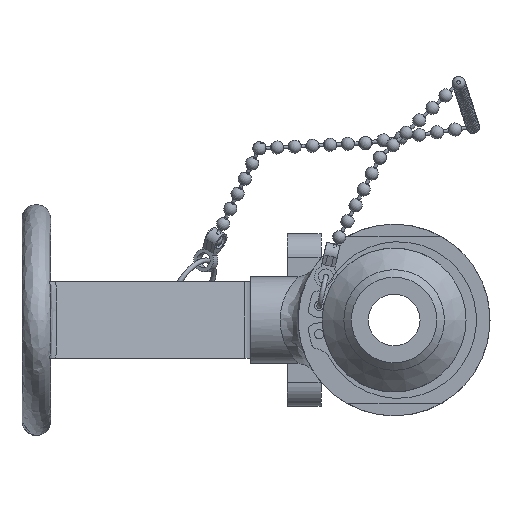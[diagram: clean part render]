
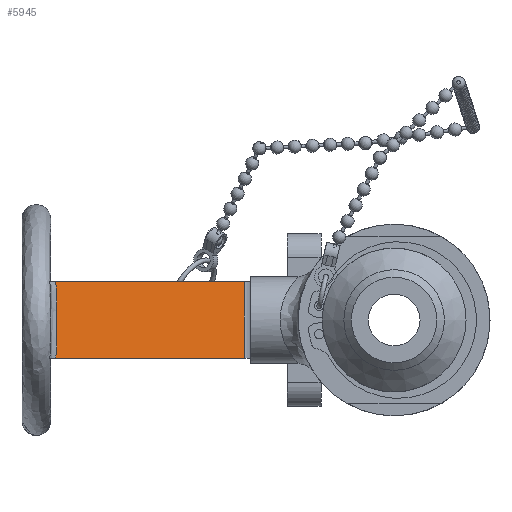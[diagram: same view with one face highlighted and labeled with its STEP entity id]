
A CAD part, left-side view. The second image highlights one B-rep face of the part: STEP entity #5945.
In plain terms, the highlighted planar face has unit normal (-0.866, -0.5, 0).
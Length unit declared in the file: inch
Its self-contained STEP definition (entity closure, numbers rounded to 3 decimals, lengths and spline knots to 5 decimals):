
#55=B_SPLINE_CURVE_WITH_KNOTS('',3,(#11136,#11137,#11138,#11139,#11140,
#11141,#11142,#11143,#11144),.UNSPECIFIED.,.F.,.F.,(4,1,1,1,1,1,4),(-8.14725,
-7.90967,-7.28432,-6.97165,-6.65897,
-6.34629,-6.1087),.UNSPECIFIED.);
#462=LINE('',#10409,#773);
#469=LINE('',#10429,#780);
#484=LINE('',#11278,#795);
#773=VECTOR('',#8540,0.3937);
#780=VECTOR('',#8557,0.3937);
#795=VECTOR('',#8610,0.3937);
#1294=FACE_OUTER_BOUND('',#1670,.T.);
#1670=EDGE_LOOP('',(#5100,#5101,#5102,#5103));
#2622=VERTEX_POINT('',#10406);
#2623=VERTEX_POINT('',#10408);
#2631=VERTEX_POINT('',#10428);
#2673=VERTEX_POINT('',#11127);
#3422=EDGE_CURVE('',#2622,#2623,#462,.T.);
#3432=EDGE_CURVE('',#2623,#2631,#469,.T.);
#3488=EDGE_CURVE('',#2631,#2673,#55,.T.);
#3491=EDGE_CURVE('',#2673,#2622,#484,.T.);
#5100=ORIENTED_EDGE('',*,*,#3422,.F.);
#5101=ORIENTED_EDGE('',*,*,#3491,.F.);
#5102=ORIENTED_EDGE('',*,*,#3488,.F.);
#5103=ORIENTED_EDGE('',*,*,#3432,.F.);
#5267=PLANE('',#6761);
#5945=ADVANCED_FACE('',(#1294),#5267,.T.);
#6761=AXIS2_PLACEMENT_3D('',#11277,#8608,#8609);
#8540=DIRECTION('',(0.,0.,-1.));
#8557=DIRECTION('',(-0.5,0.866,0.));
#8608=DIRECTION('center_axis',(-0.866,-0.5,0.));
#8609=DIRECTION('ref_axis',(0.5,-0.866,0.));
#8610=DIRECTION('',(0.5,-0.866,0.));
#10406=CARTESIAN_POINT('',(-1.43766,1.56358,0.4));
#10408=CARTESIAN_POINT('',(-1.43766,1.56358,-0.4));
#10409=CARTESIAN_POINT('',(-1.43766,1.56358,0.));
#10428=CARTESIAN_POINT('',(-2.57482,3.5332,-0.4));
#10429=CARTESIAN_POINT('',(-2.65157,3.66614,-0.4));
#11127=CARTESIAN_POINT('',(-2.57482,3.5332,0.4));
#11136=CARTESIAN_POINT('Ctrl Pts',(-2.57482,3.5332,-0.4));
#11137=CARTESIAN_POINT('Ctrl Pts',(-2.57098,3.52654,-0.36987));
#11138=CARTESIAN_POINT('Ctrl Pts',(-2.56394,3.51435,-0.25685));
#11139=CARTESIAN_POINT('Ctrl Pts',(-2.57028,3.52534,-0.10258));
#11140=CARTESIAN_POINT('Ctrl Pts',(-2.57001,3.52486,0.06155));
#11141=CARTESIAN_POINT('Ctrl Pts',(-2.56716,3.51993,0.18457));
#11142=CARTESIAN_POINT('Ctrl Pts',(-2.56631,3.51846,0.2978));
#11143=CARTESIAN_POINT('Ctrl Pts',(-2.57093,3.52646,0.36987));
#11144=CARTESIAN_POINT('Ctrl Pts',(-2.57481,3.53318,0.40001));
#11277=CARTESIAN_POINT('Origin',(-2.65157,3.66614,0.));
#11278=CARTESIAN_POINT('',(-2.65157,3.66614,0.4));
